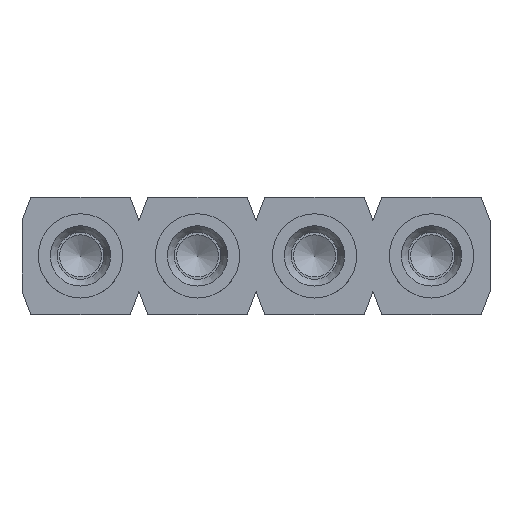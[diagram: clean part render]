
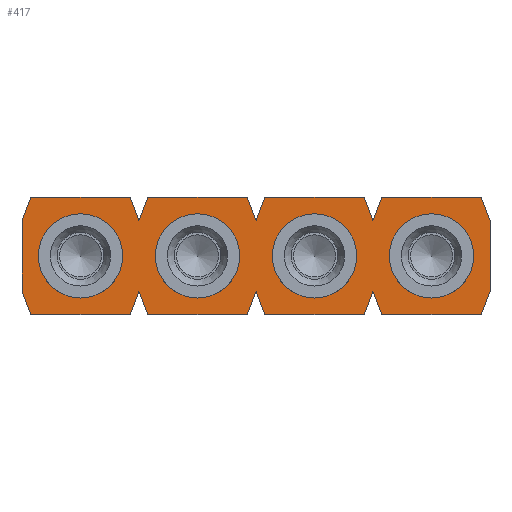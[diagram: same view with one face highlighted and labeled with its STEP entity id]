
A CAD part, top view. The second image highlights one B-rep face of the part: STEP entity #417.
In plain terms, the highlighted planar face has unit normal (0, 0, 1).
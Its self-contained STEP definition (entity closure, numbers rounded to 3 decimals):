
#22 = VERTEX_POINT('',#23);
#23 = CARTESIAN_POINT('',(-4.89,1.27,2.57));
#31 = EDGE_CURVE('',#32,#22,#34,.T.);
#32 = VERTEX_POINT('',#33);
#33 = CARTESIAN_POINT('',(-2.731,1.27,2.57));
#34 = LINE('',#35,#36);
#35 = CARTESIAN_POINT('',(5.08,1.27,2.57));
#36 = VECTOR('',#37,1.);
#37 = DIRECTION('',(-1.,0.,0.));
#62 = VERTEX_POINT('',#63);
#63 = CARTESIAN_POINT('',(-2.35,1.27,2.57));
#71 = EDGE_CURVE('',#72,#62,#74,.T.);
#72 = VERTEX_POINT('',#73);
#73 = CARTESIAN_POINT('',(-0.191,1.27,2.57));
#74 = LINE('',#75,#76);
#75 = CARTESIAN_POINT('',(5.08,1.27,2.57));
#76 = VECTOR('',#77,1.);
#77 = DIRECTION('',(-1.,0.,0.));
#102 = VERTEX_POINT('',#103);
#103 = CARTESIAN_POINT('',(0.191,1.27,2.57));
#111 = EDGE_CURVE('',#112,#102,#114,.T.);
#112 = VERTEX_POINT('',#113);
#113 = CARTESIAN_POINT('',(2.35,1.27,2.57));
#114 = LINE('',#115,#116);
#115 = CARTESIAN_POINT('',(5.08,1.27,2.57));
#116 = VECTOR('',#117,1.);
#117 = DIRECTION('',(-1.,0.,0.));
#142 = VERTEX_POINT('',#143);
#143 = CARTESIAN_POINT('',(2.731,1.27,2.57));
#151 = EDGE_CURVE('',#152,#142,#154,.T.);
#152 = VERTEX_POINT('',#153);
#153 = CARTESIAN_POINT('',(4.89,1.27,2.57));
#154 = LINE('',#155,#156);
#155 = CARTESIAN_POINT('',(5.08,1.27,2.57));
#156 = VECTOR('',#157,1.);
#157 = DIRECTION('',(-1.,0.,0.));
#182 = VERTEX_POINT('',#183);
#183 = CARTESIAN_POINT('',(-5.08,0.762,2.57));
#200 = VERTEX_POINT('',#201);
#201 = CARTESIAN_POINT('',(-5.08,-0.762,2.57));
#207 = EDGE_CURVE('',#182,#200,#208,.T.);
#208 = LINE('',#209,#210);
#209 = CARTESIAN_POINT('',(-5.08,1.27,2.57));
#210 = VECTOR('',#211,1.);
#211 = DIRECTION('',(0.,-1.,0.));
#222 = VERTEX_POINT('',#223);
#223 = CARTESIAN_POINT('',(4.89,-1.27,2.57));
#231 = EDGE_CURVE('',#232,#222,#234,.T.);
#232 = VERTEX_POINT('',#233);
#233 = CARTESIAN_POINT('',(2.731,-1.27,2.57));
#234 = LINE('',#235,#236);
#235 = CARTESIAN_POINT('',(-5.08,-1.27,2.57));
#236 = VECTOR('',#237,1.);
#237 = DIRECTION('',(1.,0.,0.));
#262 = VERTEX_POINT('',#263);
#263 = CARTESIAN_POINT('',(2.35,-1.27,2.57));
#271 = EDGE_CURVE('',#272,#262,#274,.T.);
#272 = VERTEX_POINT('',#273);
#273 = CARTESIAN_POINT('',(0.191,-1.27,2.57));
#274 = LINE('',#275,#276);
#275 = CARTESIAN_POINT('',(-5.08,-1.27,2.57));
#276 = VECTOR('',#277,1.);
#277 = DIRECTION('',(1.,0.,0.));
#302 = VERTEX_POINT('',#303);
#303 = CARTESIAN_POINT('',(-0.191,-1.27,2.57));
#311 = EDGE_CURVE('',#312,#302,#314,.T.);
#312 = VERTEX_POINT('',#313);
#313 = CARTESIAN_POINT('',(-2.35,-1.27,2.57));
#314 = LINE('',#315,#316);
#315 = CARTESIAN_POINT('',(-5.08,-1.27,2.57));
#316 = VECTOR('',#317,1.);
#317 = DIRECTION('',(1.,0.,0.));
#342 = VERTEX_POINT('',#343);
#343 = CARTESIAN_POINT('',(-2.731,-1.27,2.57));
#351 = EDGE_CURVE('',#352,#342,#354,.T.);
#352 = VERTEX_POINT('',#353);
#353 = CARTESIAN_POINT('',(-4.89,-1.27,2.57));
#354 = LINE('',#355,#356);
#355 = CARTESIAN_POINT('',(-5.08,-1.27,2.57));
#356 = VECTOR('',#357,1.);
#357 = DIRECTION('',(1.,0.,0.));
#382 = VERTEX_POINT('',#383);
#383 = CARTESIAN_POINT('',(5.08,0.762,2.57));
#391 = EDGE_CURVE('',#392,#382,#394,.T.);
#392 = VERTEX_POINT('',#393);
#393 = CARTESIAN_POINT('',(5.08,-0.762,2.57));
#394 = LINE('',#395,#396);
#395 = CARTESIAN_POINT('',(5.08,-1.27,2.57));
#396 = VECTOR('',#397,1.);
#397 = DIRECTION('',(0.,1.,0.));
#417 = ADVANCED_FACE('',(#418,#429,#440,#451,#462),#582,.T.);
#418 = FACE_BOUND('',#419,.T.);
#419 = EDGE_LOOP('',(#420));
#420 = ORIENTED_EDGE('',*,*,#421,.F.);
#421 = EDGE_CURVE('',#422,#422,#424,.T.);
#422 = VERTEX_POINT('',#423);
#423 = CARTESIAN_POINT('',(-3.15,0.,2.57));
#424 = CIRCLE('',#425,0.66);
#425 = AXIS2_PLACEMENT_3D('',#426,#427,#428);
#426 = CARTESIAN_POINT('',(-3.81,0.,2.57));
#427 = DIRECTION('',(0.,0.,1.));
#428 = DIRECTION('',(1.,0.,0.));
#429 = FACE_BOUND('',#430,.T.);
#430 = EDGE_LOOP('',(#431));
#431 = ORIENTED_EDGE('',*,*,#432,.F.);
#432 = EDGE_CURVE('',#433,#433,#435,.T.);
#433 = VERTEX_POINT('',#434);
#434 = CARTESIAN_POINT('',(-0.61,0.,2.57));
#435 = CIRCLE('',#436,0.66);
#436 = AXIS2_PLACEMENT_3D('',#437,#438,#439);
#437 = CARTESIAN_POINT('',(-1.27,0.,2.57));
#438 = DIRECTION('',(0.,0.,1.));
#439 = DIRECTION('',(1.,0.,0.));
#440 = FACE_BOUND('',#441,.T.);
#441 = EDGE_LOOP('',(#442));
#442 = ORIENTED_EDGE('',*,*,#443,.F.);
#443 = EDGE_CURVE('',#444,#444,#446,.T.);
#444 = VERTEX_POINT('',#445);
#445 = CARTESIAN_POINT('',(1.93,0.,2.57));
#446 = CIRCLE('',#447,0.66);
#447 = AXIS2_PLACEMENT_3D('',#448,#449,#450);
#448 = CARTESIAN_POINT('',(1.27,0.,2.57));
#449 = DIRECTION('',(0.,0.,1.));
#450 = DIRECTION('',(1.,0.,0.));
#451 = FACE_BOUND('',#452,.T.);
#452 = EDGE_LOOP('',(#453));
#453 = ORIENTED_EDGE('',*,*,#454,.F.);
#454 = EDGE_CURVE('',#455,#455,#457,.T.);
#455 = VERTEX_POINT('',#456);
#456 = CARTESIAN_POINT('',(4.47,0.,2.57));
#457 = CIRCLE('',#458,0.66);
#458 = AXIS2_PLACEMENT_3D('',#459,#460,#461);
#459 = CARTESIAN_POINT('',(3.81,0.,2.57));
#460 = DIRECTION('',(0.,0.,1.));
#461 = DIRECTION('',(1.,0.,0.));
#462 = FACE_BOUND('',#463,.T.);
#463 = EDGE_LOOP('',(#464,#465,#471,#472,#478,#479,#487,#493,#494,#502,
    #508,#509,#517,#523,#524,#530,#531,#537,#538,#546,#552,#553,#561,
    #567,#568,#576));
#464 = ORIENTED_EDGE('',*,*,#31,.T.);
#465 = ORIENTED_EDGE('',*,*,#466,.T.);
#466 = EDGE_CURVE('',#22,#182,#467,.T.);
#467 = LINE('',#468,#469);
#468 = CARTESIAN_POINT('',(-5.331,0.094,2.57));
#469 = VECTOR('',#470,1.);
#470 = DIRECTION('',(-0.351,-0.936,0.
    ));
#471 = ORIENTED_EDGE('',*,*,#207,.T.);
#472 = ORIENTED_EDGE('',*,*,#473,.T.);
#473 = EDGE_CURVE('',#200,#352,#474,.T.);
#474 = LINE('',#475,#476);
#475 = CARTESIAN_POINT('',(-5.331,-0.094,2.57));
#476 = VECTOR('',#477,1.);
#477 = DIRECTION('',(0.351,-0.936,0.)
  );
#478 = ORIENTED_EDGE('',*,*,#351,.T.);
#479 = ORIENTED_EDGE('',*,*,#480,.T.);
#480 = EDGE_CURVE('',#342,#481,#483,.T.);
#481 = VERTEX_POINT('',#482);
#482 = CARTESIAN_POINT('',(-2.54,-0.762,2.57));
#483 = LINE('',#484,#485);
#484 = CARTESIAN_POINT('',(-2.603,-0.929,2.57));
#485 = VECTOR('',#486,1.);
#486 = DIRECTION('',(0.351,0.936,0.));
#487 = ORIENTED_EDGE('',*,*,#488,.T.);
#488 = EDGE_CURVE('',#481,#312,#489,.T.);
#489 = LINE('',#490,#491);
#490 = CARTESIAN_POINT('',(-3.104,0.741,2.57));
#491 = VECTOR('',#492,1.);
#492 = DIRECTION('',(0.351,-0.936,0.)
  );
#493 = ORIENTED_EDGE('',*,*,#311,.T.);
#494 = ORIENTED_EDGE('',*,*,#495,.T.);
#495 = EDGE_CURVE('',#302,#496,#498,.T.);
#496 = VERTEX_POINT('',#497);
#497 = CARTESIAN_POINT('',(0.,-0.762,2.57));
#498 = LINE('',#499,#500);
#499 = CARTESIAN_POINT('',(-0.376,-1.764,2.57));
#500 = VECTOR('',#501,1.);
#501 = DIRECTION('',(0.351,0.936,0.));
#502 = ORIENTED_EDGE('',*,*,#503,.T.);
#503 = EDGE_CURVE('',#496,#272,#504,.T.);
#504 = LINE('',#505,#506);
#505 = CARTESIAN_POINT('',(-0.877,1.576,2.57));
#506 = VECTOR('',#507,1.);
#507 = DIRECTION('',(0.351,-0.936,0.)
  );
#508 = ORIENTED_EDGE('',*,*,#271,.T.);
#509 = ORIENTED_EDGE('',*,*,#510,.T.);
#510 = EDGE_CURVE('',#262,#511,#513,.T.);
#511 = VERTEX_POINT('',#512);
#512 = CARTESIAN_POINT('',(2.54,-0.762,2.57));
#513 = LINE('',#514,#515);
#514 = CARTESIAN_POINT('',(1.851,-2.599,2.57));
#515 = VECTOR('',#516,1.);
#516 = DIRECTION('',(0.351,0.936,0.));
#517 = ORIENTED_EDGE('',*,*,#518,.T.);
#518 = EDGE_CURVE('',#511,#232,#519,.T.);
#519 = LINE('',#520,#521);
#520 = CARTESIAN_POINT('',(1.35,2.411,2.57));
#521 = VECTOR('',#522,1.);
#522 = DIRECTION('',(0.351,-0.936,0.)
  );
#523 = ORIENTED_EDGE('',*,*,#231,.T.);
#524 = ORIENTED_EDGE('',*,*,#525,.T.);
#525 = EDGE_CURVE('',#222,#392,#526,.T.);
#526 = LINE('',#527,#528);
#527 = CARTESIAN_POINT('',(4.078,-3.434,2.57));
#528 = VECTOR('',#529,1.);
#529 = DIRECTION('',(0.351,0.936,0.));
#530 = ORIENTED_EDGE('',*,*,#391,.T.);
#531 = ORIENTED_EDGE('',*,*,#532,.T.);
#532 = EDGE_CURVE('',#382,#152,#533,.T.);
#533 = LINE('',#534,#535);
#534 = CARTESIAN_POINT('',(4.078,3.434,2.57));
#535 = VECTOR('',#536,1.);
#536 = DIRECTION('',(-0.351,0.936,0.)
  );
#537 = ORIENTED_EDGE('',*,*,#151,.T.);
#538 = ORIENTED_EDGE('',*,*,#539,.T.);
#539 = EDGE_CURVE('',#142,#540,#542,.T.);
#540 = VERTEX_POINT('',#541);
#541 = CARTESIAN_POINT('',(2.54,0.762,2.57));
#542 = LINE('',#543,#544);
#543 = CARTESIAN_POINT('',(1.35,-2.411,2.57));
#544 = VECTOR('',#545,1.);
#545 = DIRECTION('',(-0.351,-0.936,0.
    ));
#546 = ORIENTED_EDGE('',*,*,#547,.T.);
#547 = EDGE_CURVE('',#540,#112,#548,.T.);
#548 = LINE('',#549,#550);
#549 = CARTESIAN_POINT('',(1.851,2.599,2.57));
#550 = VECTOR('',#551,1.);
#551 = DIRECTION('',(-0.351,0.936,0.)
  );
#552 = ORIENTED_EDGE('',*,*,#111,.T.);
#553 = ORIENTED_EDGE('',*,*,#554,.T.);
#554 = EDGE_CURVE('',#102,#555,#557,.T.);
#555 = VERTEX_POINT('',#556);
#556 = CARTESIAN_POINT('',(0.,0.762,2.57));
#557 = LINE('',#558,#559);
#558 = CARTESIAN_POINT('',(-0.877,-1.576,2.57));
#559 = VECTOR('',#560,1.);
#560 = DIRECTION('',(-0.351,-0.936,0.
    ));
#561 = ORIENTED_EDGE('',*,*,#562,.T.);
#562 = EDGE_CURVE('',#555,#72,#563,.T.);
#563 = LINE('',#564,#565);
#564 = CARTESIAN_POINT('',(-0.376,1.764,2.57));
#565 = VECTOR('',#566,1.);
#566 = DIRECTION('',(-0.351,0.936,0.)
  );
#567 = ORIENTED_EDGE('',*,*,#71,.T.);
#568 = ORIENTED_EDGE('',*,*,#569,.T.);
#569 = EDGE_CURVE('',#62,#570,#572,.T.);
#570 = VERTEX_POINT('',#571);
#571 = CARTESIAN_POINT('',(-2.54,0.762,2.57));
#572 = LINE('',#573,#574);
#573 = CARTESIAN_POINT('',(-3.104,-0.741,2.57));
#574 = VECTOR('',#575,1.);
#575 = DIRECTION('',(-0.351,-0.936,0.
    ));
#576 = ORIENTED_EDGE('',*,*,#577,.T.);
#577 = EDGE_CURVE('',#570,#32,#578,.T.);
#578 = LINE('',#579,#580);
#579 = CARTESIAN_POINT('',(-2.603,0.929,2.57));
#580 = VECTOR('',#581,1.);
#581 = DIRECTION('',(-0.351,0.936,0.)
  );
#582 = PLANE('',#583);
#583 = AXIS2_PLACEMENT_3D('',#584,#585,#586);
#584 = CARTESIAN_POINT('',(-5.08,0.,2.57));
#585 = DIRECTION('',(0.,0.,1.));
#586 = DIRECTION('',(0.,-1.,0.));
